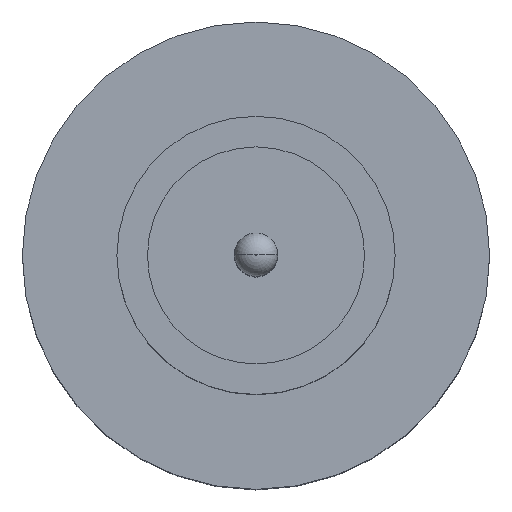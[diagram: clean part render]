
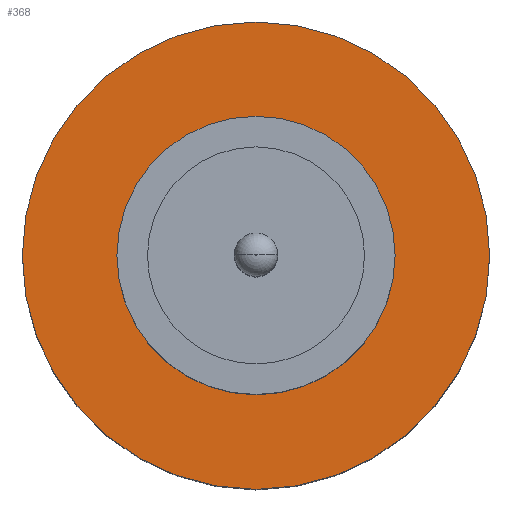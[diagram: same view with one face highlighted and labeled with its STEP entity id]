
A CAD part, top view. The second image highlights one B-rep face of the part: STEP entity #368.
In plain terms, the highlighted planar face has unit normal (0, 0, 1).
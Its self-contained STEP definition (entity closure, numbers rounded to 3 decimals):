
#79 = CIRCLE ( 'NONE', #115, 2.1 ) ;
#95 = ORIENTED_EDGE ( 'NONE', *, *, #782, .F. ) ;
#115 = AXIS2_PLACEMENT_3D ( 'NONE', #546, #395, #312 ) ;
#121 = VERTEX_POINT ( 'NONE', #730 ) ;
#161 = DIRECTION ( 'NONE',  ( 0., 0., 1. ) ) ;
#164 = DIRECTION ( 'NONE',  ( 1., 0., 0. ) ) ;
#220 = VERTEX_POINT ( 'NONE', #914 ) ;
#231 = CARTESIAN_POINT ( 'NONE',  ( 0., 0., 1.55 ) ) ;
#266 = AXIS2_PLACEMENT_3D ( 'NONE', #790, #161, #164 ) ;
#272 = EDGE_LOOP ( 'NONE', ( #964, #496 ) ) ;
#277 = VERTEX_POINT ( 'NONE', #1006 ) ;
#288 = VERTEX_POINT ( 'NONE', #682 ) ;
#298 = CIRCLE ( 'NONE', #493, 1.25 ) ;
#311 = EDGE_CURVE ( 'NONE', #121, #220, #970, .T. ) ;
#312 = DIRECTION ( 'NONE',  ( 1., 0., 0. ) ) ;
#316 = DIRECTION ( 'NONE',  ( 0., 0., 1. ) ) ;
#334 = CARTESIAN_POINT ( 'NONE',  ( 0., 0., 1.55 ) ) ;
#350 = ORIENTED_EDGE ( 'NONE', *, *, #311, .F. ) ;
#356 = CIRCLE ( 'NONE', #535, 2.1 ) ;
#368 = ADVANCED_FACE ( 'NONE', ( #910, #695 ), #877, .T. ) ;
#395 = DIRECTION ( 'NONE',  ( 0., 0., 1. ) ) ;
#493 = AXIS2_PLACEMENT_3D ( 'NONE', #231, #316, #543 ) ;
#496 = ORIENTED_EDGE ( 'NONE', *, *, #853, .T. ) ;
#535 = AXIS2_PLACEMENT_3D ( 'NONE', #559, #943, #628 ) ;
#543 = DIRECTION ( 'NONE',  ( 1., 0., 0. ) ) ;
#546 = CARTESIAN_POINT ( 'NONE',  ( 0., 0., 1.55 ) ) ;
#559 = CARTESIAN_POINT ( 'NONE',  ( 0., 0., 1.55 ) ) ;
#572 = DIRECTION ( 'NONE',  ( 0., 0., 1. ) ) ;
#583 = EDGE_LOOP ( 'NONE', ( #350, #95 ) ) ;
#628 = DIRECTION ( 'NONE',  ( 1., 0., 0. ) ) ;
#682 = CARTESIAN_POINT ( 'NONE',  ( 2.1, 0., 1.55 ) ) ;
#695 = FACE_OUTER_BOUND ( 'NONE', #272, .T. ) ;
#730 = CARTESIAN_POINT ( 'NONE',  ( 1.25, 0., 1.55 ) ) ;
#749 = EDGE_CURVE ( 'NONE', #277, #288, #79, .T. ) ;
#782 = EDGE_CURVE ( 'NONE', #220, #121, #298, .T. ) ;
#790 = CARTESIAN_POINT ( 'NONE',  ( 0., 0., 1.55 ) ) ;
#853 = EDGE_CURVE ( 'NONE', #288, #277, #356, .T. ) ;
#877 = PLANE ( 'NONE',  #920 ) ;
#887 = DIRECTION ( 'NONE',  ( 1., 0., 0. ) ) ;
#910 = FACE_BOUND ( 'NONE', #583, .T. ) ;
#914 = CARTESIAN_POINT ( 'NONE',  ( -1.25, 0., 1.55 ) ) ;
#920 = AXIS2_PLACEMENT_3D ( 'NONE', #334, #572, #887 ) ;
#943 = DIRECTION ( 'NONE',  ( 0., 0., 1. ) ) ;
#964 = ORIENTED_EDGE ( 'NONE', *, *, #749, .T. ) ;
#970 = CIRCLE ( 'NONE', #266, 1.25 ) ;
#1006 = CARTESIAN_POINT ( 'NONE',  ( -2.1, 0., 1.55 ) ) ;
